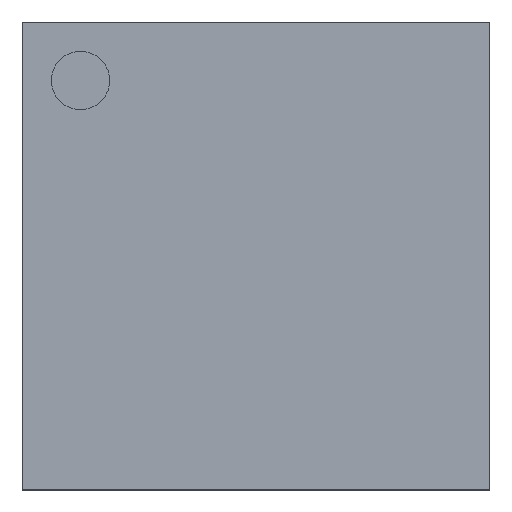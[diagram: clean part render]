
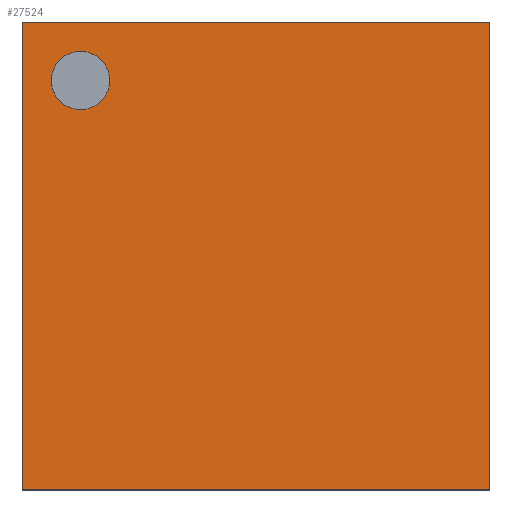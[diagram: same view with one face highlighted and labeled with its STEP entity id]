
A CAD part, top view. The second image highlights one B-rep face of the part: STEP entity #27524.
In plain terms, the highlighted planar face has unit normal (0, 0, 1).
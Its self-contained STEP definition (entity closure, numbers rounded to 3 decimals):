
#27335 = VERTEX_POINT('',#27336);
#27336 = CARTESIAN_POINT('',(-14.5,-14.5,3.35));
#27343 = PLANE('',#27344);
#27344 = AXIS2_PLACEMENT_3D('',#27345,#27346,#27347);
#27345 = CARTESIAN_POINT('',(-14.5,-14.5,0.6));
#27346 = DIRECTION('',(1.,0.,0.));
#27347 = DIRECTION('',(0.,0.,1.));
#27355 = PLANE('',#27356);
#27356 = AXIS2_PLACEMENT_3D('',#27357,#27358,#27359);
#27357 = CARTESIAN_POINT('',(-14.5,-14.5,0.6));
#27358 = DIRECTION('',(0.,1.,0.));
#27359 = DIRECTION('',(0.,0.,1.));
#27396 = VERTEX_POINT('',#27397);
#27397 = CARTESIAN_POINT('',(-14.5,14.5,3.35));
#27411 = PLANE('',#27412);
#27412 = AXIS2_PLACEMENT_3D('',#27413,#27414,#27415);
#27413 = CARTESIAN_POINT('',(-14.5,14.5,0.6));
#27414 = DIRECTION('',(0.,1.,0.));
#27415 = DIRECTION('',(0.,0.,1.));
#27423 = EDGE_CURVE('',#27335,#27396,#27424,.T.);
#27424 = SURFACE_CURVE('',#27425,(#27429,#27436),.PCURVE_S1.);
#27425 = LINE('',#27426,#27427);
#27426 = CARTESIAN_POINT('',(-14.5,-14.5,3.35));
#27427 = VECTOR('',#27428,1.);
#27428 = DIRECTION('',(0.,1.,0.));
#27429 = PCURVE('',#27343,#27430);
#27430 = DEFINITIONAL_REPRESENTATION('',(#27431),#27435);
#27431 = LINE('',#27432,#27433);
#27432 = CARTESIAN_POINT('',(2.75,0.));
#27433 = VECTOR('',#27434,1.);
#27434 = DIRECTION('',(0.,-1.));
#27435 = ( GEOMETRIC_REPRESENTATION_CONTEXT(2) 
PARAMETRIC_REPRESENTATION_CONTEXT() REPRESENTATION_CONTEXT('2D SPACE',''
  ) );
#27436 = PCURVE('',#27437,#27442);
#27437 = PLANE('',#27438);
#27438 = AXIS2_PLACEMENT_3D('',#27439,#27440,#27441);
#27439 = CARTESIAN_POINT('',(-14.5,-14.5,3.35));
#27440 = DIRECTION('',(0.,0.,1.));
#27441 = DIRECTION('',(1.,0.,0.));
#27442 = DEFINITIONAL_REPRESENTATION('',(#27443),#27447);
#27443 = LINE('',#27444,#27445);
#27444 = CARTESIAN_POINT('',(0.,0.));
#27445 = VECTOR('',#27446,1.);
#27446 = DIRECTION('',(0.,1.));
#27447 = ( GEOMETRIC_REPRESENTATION_CONTEXT(2) 
PARAMETRIC_REPRESENTATION_CONTEXT() REPRESENTATION_CONTEXT('2D SPACE',''
  ) );
#27476 = EDGE_CURVE('',#27335,#27477,#27479,.T.);
#27477 = VERTEX_POINT('',#27478);
#27478 = CARTESIAN_POINT('',(14.5,-14.5,3.35));
#27479 = SURFACE_CURVE('',#27480,(#27484,#27491),.PCURVE_S1.);
#27480 = LINE('',#27481,#27482);
#27481 = CARTESIAN_POINT('',(-14.5,-14.5,3.35));
#27482 = VECTOR('',#27483,1.);
#27483 = DIRECTION('',(1.,0.,0.));
#27484 = PCURVE('',#27355,#27485);
#27485 = DEFINITIONAL_REPRESENTATION('',(#27486),#27490);
#27486 = LINE('',#27487,#27488);
#27487 = CARTESIAN_POINT('',(2.75,0.));
#27488 = VECTOR('',#27489,1.);
#27489 = DIRECTION('',(0.,1.));
#27490 = ( GEOMETRIC_REPRESENTATION_CONTEXT(2) 
PARAMETRIC_REPRESENTATION_CONTEXT() REPRESENTATION_CONTEXT('2D SPACE',''
  ) );
#27491 = PCURVE('',#27437,#27492);
#27492 = DEFINITIONAL_REPRESENTATION('',(#27493),#27497);
#27493 = LINE('',#27494,#27495);
#27494 = CARTESIAN_POINT('',(0.,0.));
#27495 = VECTOR('',#27496,1.);
#27496 = DIRECTION('',(1.,0.));
#27497 = ( GEOMETRIC_REPRESENTATION_CONTEXT(2) 
PARAMETRIC_REPRESENTATION_CONTEXT() REPRESENTATION_CONTEXT('2D SPACE',''
  ) );
#27513 = PLANE('',#27514);
#27514 = AXIS2_PLACEMENT_3D('',#27515,#27516,#27517);
#27515 = CARTESIAN_POINT('',(14.5,-14.5,0.6));
#27516 = DIRECTION('',(1.,0.,0.));
#27517 = DIRECTION('',(0.,0.,1.));
#27524 = ADVANCED_FACE('',(#27525,#27573),#27437,.T.);
#27525 = FACE_BOUND('',#27526,.T.);
#27526 = EDGE_LOOP('',(#27527,#27528,#27529,#27552));
#27527 = ORIENTED_EDGE('',*,*,#27423,.F.);
#27528 = ORIENTED_EDGE('',*,*,#27476,.T.);
#27529 = ORIENTED_EDGE('',*,*,#27530,.T.);
#27530 = EDGE_CURVE('',#27477,#27531,#27533,.T.);
#27531 = VERTEX_POINT('',#27532);
#27532 = CARTESIAN_POINT('',(14.5,14.5,3.35));
#27533 = SURFACE_CURVE('',#27534,(#27538,#27545),.PCURVE_S1.);
#27534 = LINE('',#27535,#27536);
#27535 = CARTESIAN_POINT('',(14.5,-14.5,3.35));
#27536 = VECTOR('',#27537,1.);
#27537 = DIRECTION('',(0.,1.,0.));
#27538 = PCURVE('',#27437,#27539);
#27539 = DEFINITIONAL_REPRESENTATION('',(#27540),#27544);
#27540 = LINE('',#27541,#27542);
#27541 = CARTESIAN_POINT('',(29.,0.));
#27542 = VECTOR('',#27543,1.);
#27543 = DIRECTION('',(0.,1.));
#27544 = ( GEOMETRIC_REPRESENTATION_CONTEXT(2) 
PARAMETRIC_REPRESENTATION_CONTEXT() REPRESENTATION_CONTEXT('2D SPACE',''
  ) );
#27545 = PCURVE('',#27513,#27546);
#27546 = DEFINITIONAL_REPRESENTATION('',(#27547),#27551);
#27547 = LINE('',#27548,#27549);
#27548 = CARTESIAN_POINT('',(2.75,0.));
#27549 = VECTOR('',#27550,1.);
#27550 = DIRECTION('',(0.,-1.));
#27551 = ( GEOMETRIC_REPRESENTATION_CONTEXT(2) 
PARAMETRIC_REPRESENTATION_CONTEXT() REPRESENTATION_CONTEXT('2D SPACE',''
  ) );
#27552 = ORIENTED_EDGE('',*,*,#27553,.F.);
#27553 = EDGE_CURVE('',#27396,#27531,#27554,.T.);
#27554 = SURFACE_CURVE('',#27555,(#27559,#27566),.PCURVE_S1.);
#27555 = LINE('',#27556,#27557);
#27556 = CARTESIAN_POINT('',(-14.5,14.5,3.35));
#27557 = VECTOR('',#27558,1.);
#27558 = DIRECTION('',(1.,0.,0.));
#27559 = PCURVE('',#27437,#27560);
#27560 = DEFINITIONAL_REPRESENTATION('',(#27561),#27565);
#27561 = LINE('',#27562,#27563);
#27562 = CARTESIAN_POINT('',(0.,29.));
#27563 = VECTOR('',#27564,1.);
#27564 = DIRECTION('',(1.,0.));
#27565 = ( GEOMETRIC_REPRESENTATION_CONTEXT(2) 
PARAMETRIC_REPRESENTATION_CONTEXT() REPRESENTATION_CONTEXT('2D SPACE',''
  ) );
#27566 = PCURVE('',#27411,#27567);
#27567 = DEFINITIONAL_REPRESENTATION('',(#27568),#27572);
#27568 = LINE('',#27569,#27570);
#27569 = CARTESIAN_POINT('',(2.75,0.));
#27570 = VECTOR('',#27571,1.);
#27571 = DIRECTION('',(0.,1.));
#27572 = ( GEOMETRIC_REPRESENTATION_CONTEXT(2) 
PARAMETRIC_REPRESENTATION_CONTEXT() REPRESENTATION_CONTEXT('2D SPACE',''
  ) );
#27573 = FACE_BOUND('',#27574,.T.);
#27574 = EDGE_LOOP('',(#27575));
#27575 = ORIENTED_EDGE('',*,*,#27576,.F.);
#27576 = EDGE_CURVE('',#27577,#27577,#27579,.T.);
#27577 = VERTEX_POINT('',#27578);
#27578 = CARTESIAN_POINT('',(-9.063,10.875,3.35));
#27579 = SURFACE_CURVE('',#27580,(#27585,#27592),.PCURVE_S1.);
#27580 = CIRCLE('',#27581,1.813);
#27581 = AXIS2_PLACEMENT_3D('',#27582,#27583,#27584);
#27582 = CARTESIAN_POINT('',(-10.875,10.875,3.35));
#27583 = DIRECTION('',(0.,0.,1.));
#27584 = DIRECTION('',(1.,0.,0.));
#27585 = PCURVE('',#27437,#27586);
#27586 = DEFINITIONAL_REPRESENTATION('',(#27587),#27591);
#27587 = CIRCLE('',#27588,1.813);
#27588 = AXIS2_PLACEMENT_2D('',#27589,#27590);
#27589 = CARTESIAN_POINT('',(3.625,25.375));
#27590 = DIRECTION('',(1.,0.));
#27591 = ( GEOMETRIC_REPRESENTATION_CONTEXT(2) 
PARAMETRIC_REPRESENTATION_CONTEXT() REPRESENTATION_CONTEXT('2D SPACE',''
  ) );
#27592 = PCURVE('',#27593,#27598);
#27593 = CYLINDRICAL_SURFACE('',#27594,1.813);
#27594 = AXIS2_PLACEMENT_3D('',#27595,#27596,#27597);
#27595 = CARTESIAN_POINT('',(-10.875,10.875,3.015));
#27596 = DIRECTION('',(0.,0.,1.));
#27597 = DIRECTION('',(1.,0.,0.));
#27598 = DEFINITIONAL_REPRESENTATION('',(#27599),#27603);
#27599 = LINE('',#27600,#27601);
#27600 = CARTESIAN_POINT('',(0.,0.335));
#27601 = VECTOR('',#27602,1.);
#27602 = DIRECTION('',(1.,0.));
#27603 = ( GEOMETRIC_REPRESENTATION_CONTEXT(2) 
PARAMETRIC_REPRESENTATION_CONTEXT() REPRESENTATION_CONTEXT('2D SPACE',''
  ) );
